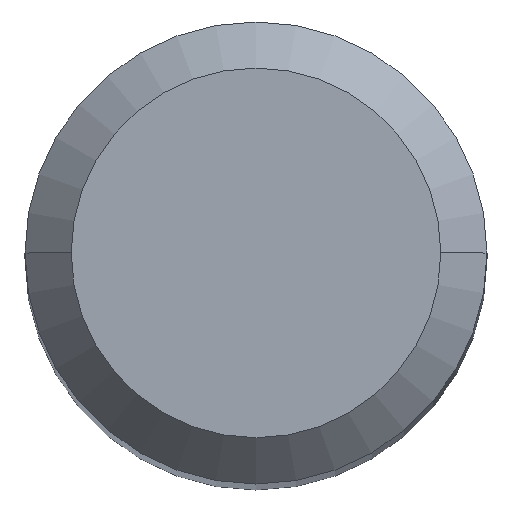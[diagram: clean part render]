
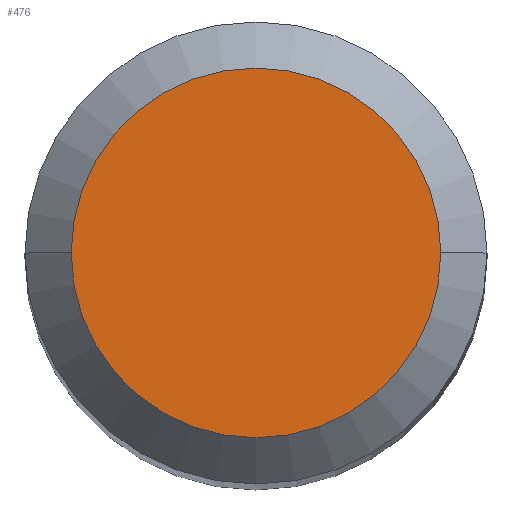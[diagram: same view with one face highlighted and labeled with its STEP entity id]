
A CAD part, top view. The second image highlights one B-rep face of the part: STEP entity #476.
In plain terms, the highlighted planar face has unit normal (0, 0, 1).
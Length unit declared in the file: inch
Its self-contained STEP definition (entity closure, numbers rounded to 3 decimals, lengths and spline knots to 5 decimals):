
#18 = CARTESIAN_POINT ( 'NONE',  ( 0., 0., 0. ) ) ;
#23 = DIRECTION ( 'NONE',  ( -1., 0., 0. ) ) ;
#34 = EDGE_LOOP ( 'NONE', ( #317, #319 ) ) ;
#57 = AXIS2_PLACEMENT_3D ( 'NONE', #360, #107, #472 ) ;
#59 = VERTEX_POINT ( 'NONE', #417 ) ;
#107 = DIRECTION ( 'NONE',  ( 0., 0., 1. ) ) ;
#124 = DIRECTION ( 'NONE',  ( 0., 0., 1. ) ) ;
#138 = FACE_OUTER_BOUND ( 'NONE', #34, .T. ) ;
#158 = VERTEX_POINT ( 'NONE', #376 ) ;
#250 = EDGE_CURVE ( 'NONE', #158, #59, #331, .T. ) ;
#317 = ORIENTED_EDGE ( 'NONE', *, *, #414, .T. ) ;
#319 = ORIENTED_EDGE ( 'NONE', *, *, #250, .T. ) ;
#331 = CIRCLE ( 'NONE', #399, 0.05 ) ;
#338 = AXIS2_PLACEMENT_3D ( 'NONE', #435, #409, #23 ) ;
#348 = DIRECTION ( 'NONE',  ( 1., 0., 0. ) ) ;
#360 = CARTESIAN_POINT ( 'NONE',  ( 0., 0., 0. ) ) ;
#376 = CARTESIAN_POINT ( 'NONE',  ( 0.05, 0., 0. ) ) ;
#399 = AXIS2_PLACEMENT_3D ( 'NONE', #18, #124, #348 ) ;
#406 = PLANE ( 'NONE',  #338 ) ;
#409 = DIRECTION ( 'NONE',  ( 0., 0., -1. ) ) ;
#414 = EDGE_CURVE ( 'NONE', #59, #158, #430, .T. ) ;
#417 = CARTESIAN_POINT ( 'NONE',  ( -0.05, 0., 0. ) ) ;
#430 = CIRCLE ( 'NONE', #57, 0.05 ) ;
#435 = CARTESIAN_POINT ( 'NONE',  ( 0., 0., 0. ) ) ;
#472 = DIRECTION ( 'NONE',  ( 1., 0., 0. ) ) ;
#476 = ADVANCED_FACE ( 'NONE', ( #138 ), #406, .F. ) ;
